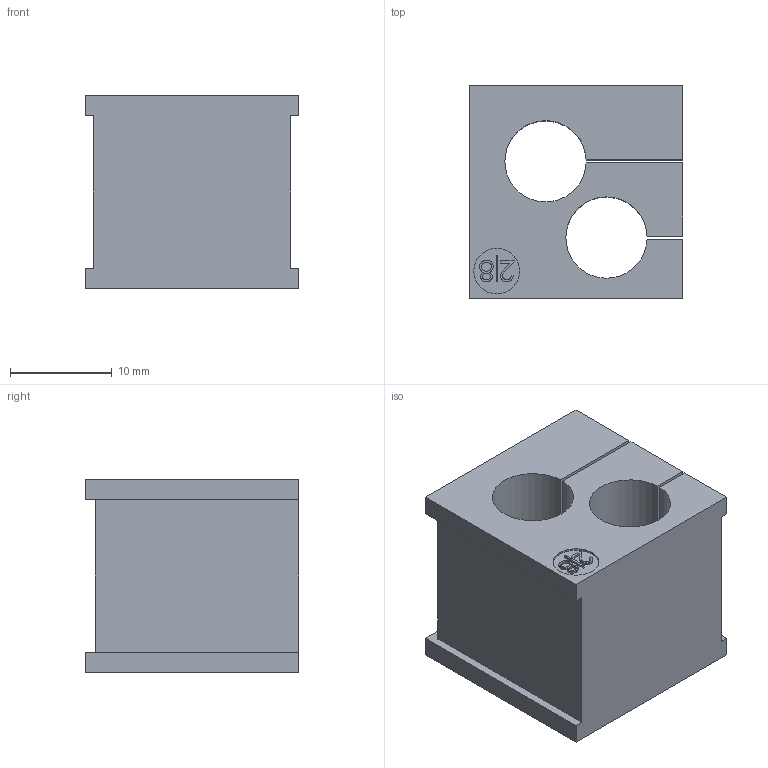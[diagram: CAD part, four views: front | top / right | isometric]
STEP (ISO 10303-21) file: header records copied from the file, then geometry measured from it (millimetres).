
FILE_DESCRIPTION(('STEP AP242'),'1');
FILE_NAME('39917.stp','2020-02-18T11:35:28',('TraceParts'),('TraceParts S.A.'),'Spatial InterOp 3D',' ',' ');
FILE_SCHEMA(('AP242_MANAGED_MODEL_BASED_3D_ENGINEERING_MIM_LF {1 0 10303 442 1 1 4}'));
Length unit declared in the file: millimetre
Products named in the file (1): 39917
Bounding box: 21 x 21 x 19 mm (x, y, z)
Volume: 5597.2 mm3; surface area: 3687.9 mm2
Topology: 1 solids, 1 shells, 76 faces, 201 edges, 134 vertices
Faces by surface type: plane 45, bspline 23, cylinder 8
Entity records: 3630 total; most frequent: CARTESIAN_POINT 1867, ORIENTED_EDGE 402, DIRECTION 279, EDGE_CURVE 201, LINE 139, VECTOR 139, VERTEX_POINT 134, EDGE_LOOP 83
